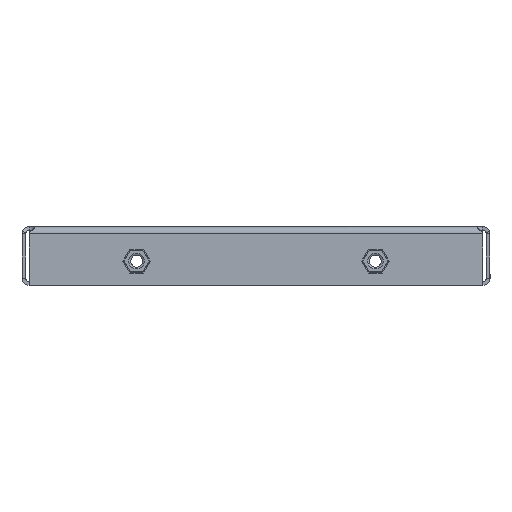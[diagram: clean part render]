
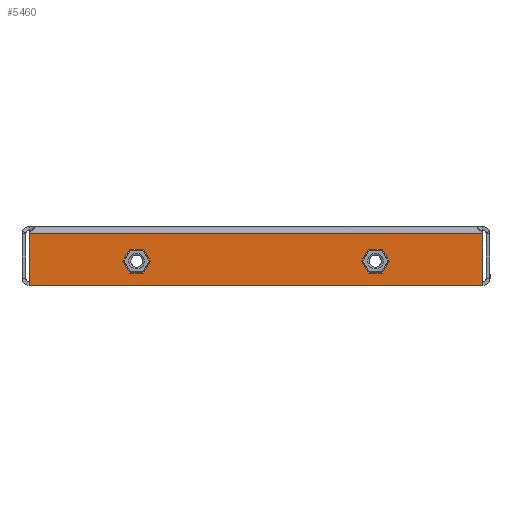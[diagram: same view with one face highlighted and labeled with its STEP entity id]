
A CAD part, left-side view. The second image highlights one B-rep face of the part: STEP entity #5460.
In plain terms, the highlighted planar face has unit normal (-1, 0, 0).
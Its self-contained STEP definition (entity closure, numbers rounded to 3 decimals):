
#79 = VERTEX_POINT ( 'NONE', #2512 ) ;
#328 = EDGE_LOOP ( 'NONE', ( #5649, #16114, #6033, #12858, #10520, #15280 ) ) ;
#503 = EDGE_CURVE ( 'NONE', #7994, #1378, #4644, .T. ) ;
#626 = EDGE_CURVE ( 'NONE', #1378, #14509, #13841, .T. ) ;
#708 = ORIENTED_EDGE ( 'NONE', *, *, #2750, .T. ) ;
#766 = FACE_OUTER_BOUND ( 'NONE', #2627, .T. ) ;
#1119 = EDGE_LOOP ( 'NONE', ( #5336, #5578, #15860, #1568, #14933, #15507 ) ) ;
#1307 = DIRECTION ( 'NONE',  ( 0., -0.5, -0.866 ) ) ;
#1344 = LINE ( 'NONE', #15315, #4685 ) ;
#1378 = VERTEX_POINT ( 'NONE', #12967 ) ;
#1395 = LINE ( 'NONE', #11377, #6897 ) ;
#1443 = VECTOR ( 'NONE', #7998, 1000. ) ;
#1482 = VECTOR ( 'NONE', #7761, 1000. ) ;
#1499 = AXIS2_PLACEMENT_3D ( 'NONE', #12384, #11218, #4688 ) ;
#1568 = ORIENTED_EDGE ( 'NONE', *, *, #10643, .T. ) ;
#1593 = CARTESIAN_POINT ( 'NONE',  ( -153.8, -95., -3. ) ) ;
#1678 = VERTEX_POINT ( 'NONE', #4153 ) ;
#1928 = CARTESIAN_POINT ( 'NONE',  ( -153.8, -47.344, -19. ) ) ;
#2151 = EDGE_CURVE ( 'NONE', #6553, #9084, #11995, .T. ) ;
#2206 = DIRECTION ( 'NONE',  ( 0., 0.5, 0.866 ) ) ;
#2327 = PLANE ( 'NONE',  #1499 ) ;
#2512 = CARTESIAN_POINT ( 'NONE',  ( -153.8, -47.344, -9.8 ) ) ;
#2627 = EDGE_LOOP ( 'NONE', ( #11693, #5656, #11462, #708 ) ) ;
#2750 = EDGE_CURVE ( 'NONE', #7936, #9084, #3575, .T. ) ;
#3116 = VECTOR ( 'NONE', #1307, 1000. ) ;
#3334 = VERTEX_POINT ( 'NONE', #12680 ) ;
#3497 = CARTESIAN_POINT ( 'NONE',  ( -153.8, -95., 0. ) ) ;
#3567 = VECTOR ( 'NONE', #6337, 1000. ) ;
#3575 = LINE ( 'NONE', #3497, #4184 ) ;
#3848 = CARTESIAN_POINT ( 'NONE',  ( -153.8, -95., -24.5 ) ) ;
#4102 = VECTOR ( 'NONE', #8315, 1000. ) ;
#4153 = CARTESIAN_POINT ( 'NONE',  ( -153.8, 47.344, -9.8 ) ) ;
#4184 = VECTOR ( 'NONE', #13707, 1000. ) ;
#4241 = CARTESIAN_POINT ( 'NONE',  ( -153.8, -52.656, -19. ) ) ;
#4443 = CARTESIAN_POINT ( 'NONE',  ( -153.8, 44.688, -14.4 ) ) ;
#4644 = LINE ( 'NONE', #9766, #6397 ) ;
#4685 = VECTOR ( 'NONE', #12818, 1000. ) ;
#4688 = DIRECTION ( 'NONE',  ( 0., 0., -1. ) ) ;
#4919 = LINE ( 'NONE', #12548, #13900 ) ;
#5274 = CARTESIAN_POINT ( 'NONE',  ( -153.8, -52.656, -9.8 ) ) ;
#5336 = ORIENTED_EDGE ( 'NONE', *, *, #9500, .T. ) ;
#5460 = ADVANCED_FACE ( 'NONE', ( #11047, #16071, #766 ), #2327, .F. ) ;
#5470 = LINE ( 'NONE', #9164, #1443 ) ;
#5576 = EDGE_CURVE ( 'NONE', #6063, #11472, #1395, .T. ) ;
#5578 = ORIENTED_EDGE ( 'NONE', *, *, #14338, .T. ) ;
#5649 = ORIENTED_EDGE ( 'NONE', *, *, #7654, .T. ) ;
#5656 = ORIENTED_EDGE ( 'NONE', *, *, #10113, .T. ) ;
#5661 = VERTEX_POINT ( 'NONE', #5274 ) ;
#5955 = CARTESIAN_POINT ( 'NONE',  ( -153.8, 0., -19. ) ) ;
#6033 = ORIENTED_EDGE ( 'NONE', *, *, #503, .T. ) ;
#6063 = VERTEX_POINT ( 'NONE', #12683 ) ;
#6337 = DIRECTION ( 'NONE',  ( 0., -1., 0. ) ) ;
#6352 = CARTESIAN_POINT ( 'NONE',  ( -153.8, 39.752, -22.951 ) ) ;
#6397 = VECTOR ( 'NONE', #2206, 1000. ) ;
#6529 = VECTOR ( 'NONE', #7231, 1000. ) ;
#6553 = VERTEX_POINT ( 'NONE', #13988 ) ;
#6663 = LINE ( 'NONE', #15338, #12016 ) ;
#6819 = CARTESIAN_POINT ( 'NONE',  ( -153.8, 27.281, 15.751 ) ) ;
#6897 = VECTOR ( 'NONE', #12631, 1000. ) ;
#7035 = VERTEX_POINT ( 'NONE', #13291 ) ;
#7231 = DIRECTION ( 'NONE',  ( 0., 0.5, 0.866 ) ) ;
#7243 = DIRECTION ( 'NONE',  ( 0., 1., 0. ) ) ;
#7277 = CARTESIAN_POINT ( 'NONE',  ( -153.8, 95., 0. ) ) ;
#7605 = DIRECTION ( 'NONE',  ( 0., -1., 0. ) ) ;
#7654 = EDGE_CURVE ( 'NONE', #9450, #12782, #15581, .T. ) ;
#7727 = EDGE_CURVE ( 'NONE', #3334, #79, #5470, .T. ) ;
#7761 = DIRECTION ( 'NONE',  ( 0., -1., 0. ) ) ;
#7926 = EDGE_CURVE ( 'NONE', #5661, #6063, #1344, .T. ) ;
#7936 = VERTEX_POINT ( 'NONE', #3848 ) ;
#7994 = VERTEX_POINT ( 'NONE', #8818 ) ;
#7998 = DIRECTION ( 'NONE',  ( 0., -0.5, 0.866 ) ) ;
#8009 = VECTOR ( 'NONE', #12373, 1000. ) ;
#8315 = DIRECTION ( 'NONE',  ( 0., 1., 0. ) ) ;
#8566 = LINE ( 'NONE', #16401, #6529 ) ;
#8590 = CARTESIAN_POINT ( 'NONE',  ( -153.8, 35.248, 20.351 ) ) ;
#8818 = CARTESIAN_POINT ( 'NONE',  ( -153.8, 52.656, -19. ) ) ;
#8825 = CARTESIAN_POINT ( 'NONE',  ( -153.8, 47.344, -19. ) ) ;
#8918 = EDGE_CURVE ( 'NONE', #1678, #9450, #10519, .T. ) ;
#9084 = VERTEX_POINT ( 'NONE', #14512 ) ;
#9164 = CARTESIAN_POINT ( 'NONE',  ( -153.8, -39.752, -22.951 ) ) ;
#9388 = CARTESIAN_POINT ( 'NONE',  ( -153.8, 52.656, -9.8 ) ) ;
#9450 = VERTEX_POINT ( 'NONE', #4443 ) ;
#9500 = EDGE_CURVE ( 'NONE', #11472, #16394, #13640, .T. ) ;
#9766 = CARTESIAN_POINT ( 'NONE',  ( -153.8, 47.719, -27.551 ) ) ;
#10014 = LINE ( 'NONE', #11340, #3567 ) ;
#10036 = LINE ( 'NONE', #7277, #8009 ) ;
#10113 = EDGE_CURVE ( 'NONE', #6553, #7035, #10036, .T. ) ;
#10519 = LINE ( 'NONE', #6352, #3116 ) ;
#10520 = ORIENTED_EDGE ( 'NONE', *, *, #11321, .T. ) ;
#10643 = EDGE_CURVE ( 'NONE', #79, #5661, #6663, .T. ) ;
#11047 = FACE_BOUND ( 'NONE', #328, .T. ) ;
#11074 = CARTESIAN_POINT ( 'NONE',  ( -153.8, 0., -19. ) ) ;
#11218 = DIRECTION ( 'NONE',  ( 1., 0., 0. ) ) ;
#11321 = EDGE_CURVE ( 'NONE', #14509, #1678, #4919, .T. ) ;
#11340 = CARTESIAN_POINT ( 'NONE',  ( -153.8, 0., -24.5 ) ) ;
#11377 = CARTESIAN_POINT ( 'NONE',  ( -153.8, -47.719, -27.551 ) ) ;
#11431 = DIRECTION ( 'NONE',  ( 0., -1., 0. ) ) ;
#11462 = ORIENTED_EDGE ( 'NONE', *, *, #13936, .T. ) ;
#11472 = VERTEX_POINT ( 'NONE', #4241 ) ;
#11693 = ORIENTED_EDGE ( 'NONE', *, *, #2151, .F. ) ;
#11917 = DIRECTION ( 'NONE',  ( 0., 0.5, -0.866 ) ) ;
#11995 = LINE ( 'NONE', #1593, #1482 ) ;
#12016 = VECTOR ( 'NONE', #11431, 1000. ) ;
#12373 = DIRECTION ( 'NONE',  ( 0., 0., -1. ) ) ;
#12384 = CARTESIAN_POINT ( 'NONE',  ( -153.8, 0., 0. ) ) ;
#12516 = DIRECTION ( 'NONE',  ( 0., -0.5, 0.866 ) ) ;
#12548 = CARTESIAN_POINT ( 'NONE',  ( -153.8, 0., -9.8 ) ) ;
#12631 = DIRECTION ( 'NONE',  ( 0., 0.5, -0.866 ) ) ;
#12680 = CARTESIAN_POINT ( 'NONE',  ( -153.8, -44.688, -14.4 ) ) ;
#12683 = CARTESIAN_POINT ( 'NONE',  ( -153.8, -55.312, -14.4 ) ) ;
#12782 = VERTEX_POINT ( 'NONE', #8825 ) ;
#12814 = EDGE_CURVE ( 'NONE', #12782, #7994, #16339, .T. ) ;
#12818 = DIRECTION ( 'NONE',  ( 0., -0.5, -0.866 ) ) ;
#12858 = ORIENTED_EDGE ( 'NONE', *, *, #626, .T. ) ;
#12967 = CARTESIAN_POINT ( 'NONE',  ( -153.8, 55.312, -14.4 ) ) ;
#13291 = CARTESIAN_POINT ( 'NONE',  ( -153.8, 95., -24.5 ) ) ;
#13640 = LINE ( 'NONE', #5955, #4102 ) ;
#13707 = DIRECTION ( 'NONE',  ( 0., 0., 1. ) ) ;
#13841 = LINE ( 'NONE', #8590, #14390 ) ;
#13900 = VECTOR ( 'NONE', #7605, 1000. ) ;
#13936 = EDGE_CURVE ( 'NONE', #7035, #7936, #10014, .T. ) ;
#13988 = CARTESIAN_POINT ( 'NONE',  ( -153.8, 95., -3. ) ) ;
#14338 = EDGE_CURVE ( 'NONE', #16394, #3334, #8566, .T. ) ;
#14390 = VECTOR ( 'NONE', #12516, 1000. ) ;
#14509 = VERTEX_POINT ( 'NONE', #9388 ) ;
#14512 = CARTESIAN_POINT ( 'NONE',  ( -153.8, -95., -3. ) ) ;
#14551 = VECTOR ( 'NONE', #11917, 1000. ) ;
#14933 = ORIENTED_EDGE ( 'NONE', *, *, #7926, .T. ) ;
#15280 = ORIENTED_EDGE ( 'NONE', *, *, #8918, .T. ) ;
#15315 = CARTESIAN_POINT ( 'NONE',  ( -153.8, -35.248, 20.351 ) ) ;
#15338 = CARTESIAN_POINT ( 'NONE',  ( -153.8, 0., -9.8 ) ) ;
#15507 = ORIENTED_EDGE ( 'NONE', *, *, #5576, .T. ) ;
#15581 = LINE ( 'NONE', #6819, #14551 ) ;
#15594 = VECTOR ( 'NONE', #7243, 1000. ) ;
#15860 = ORIENTED_EDGE ( 'NONE', *, *, #7727, .T. ) ;
#16071 = FACE_BOUND ( 'NONE', #1119, .T. ) ;
#16114 = ORIENTED_EDGE ( 'NONE', *, *, #12814, .T. ) ;
#16339 = LINE ( 'NONE', #11074, #15594 ) ;
#16394 = VERTEX_POINT ( 'NONE', #1928 ) ;
#16401 = CARTESIAN_POINT ( 'NONE',  ( -153.8, -27.281, 15.751 ) ) ;
